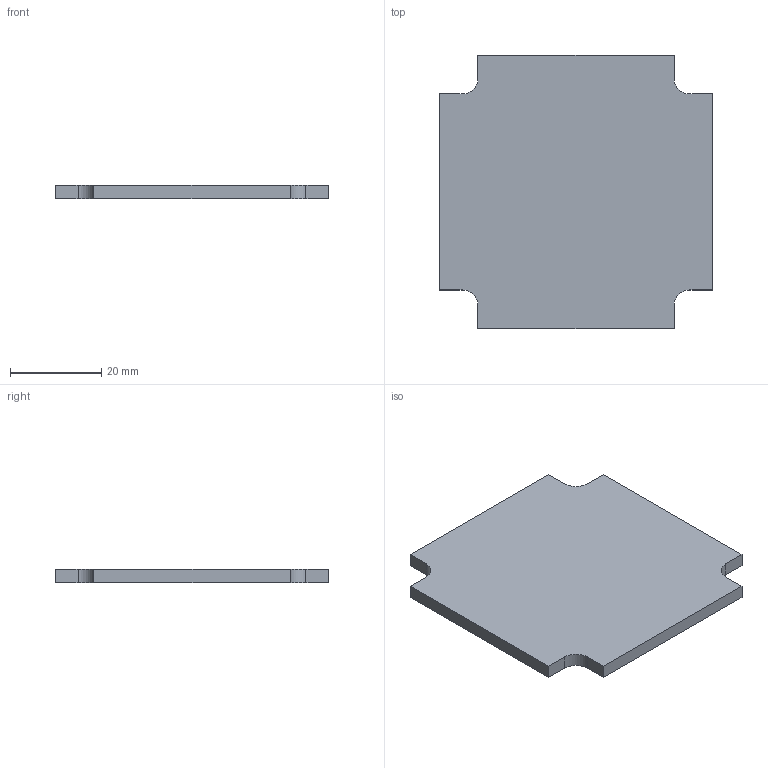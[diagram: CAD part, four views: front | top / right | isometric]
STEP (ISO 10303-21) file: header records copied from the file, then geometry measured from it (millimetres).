
FILE_DESCRIPTION((''),'2;1');
FILE_NAME('F-60-01.stp','2005-08-14T16:10:08',(''),(''),'Mechanical Desktop.R8.0.24.0','Mechanical Desktop.R8.0.24.0',', , ');
FILE_SCHEMA(('CONFIG_CONTROL_DESIGN'));
Length unit declared in the file: millimetre
Products named in the file (2): F-60-01A; F-60-01
Assembly tree (1 placements, depth 2):
  F-60-01A
    F-60-01
Bounding box: 60 x 60 x 3 mm (x, y, z)
Volume: 9964.5 mm3; surface area: 7345 mm2
Topology: 1 solids, 1 shells, 18 faces, 48 edges, 32 vertices
Faces by surface type: plane 14, cylinder 4
Entity records: 669 total; most frequent: CARTESIAN_POINT 100, DIRECTION 96, ORIENTED_EDGE 96, EDGE_CURVE 48, VECTOR 40, LINE 40, VERTEX_POINT 32, AXIS2_PLACEMENT_3D 28
